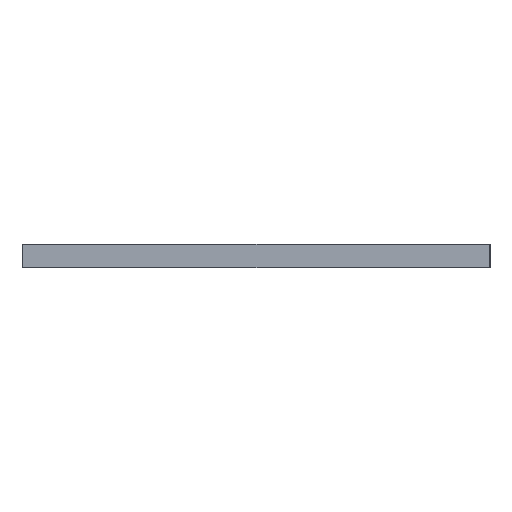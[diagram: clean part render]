
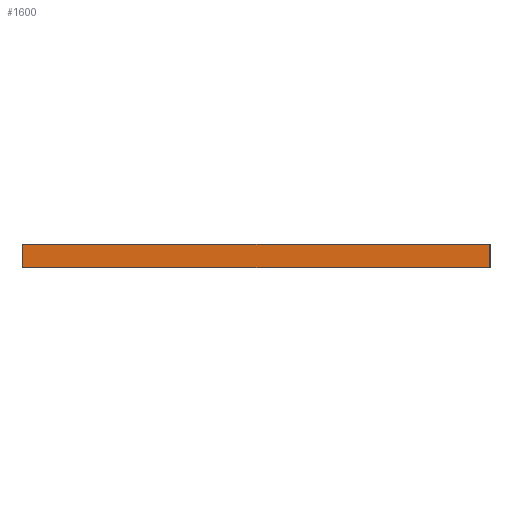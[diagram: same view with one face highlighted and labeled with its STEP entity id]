
A CAD part, left-side view. The second image highlights one B-rep face of the part: STEP entity #1600.
In plain terms, the highlighted planar face has unit normal (-1, 0, 0).
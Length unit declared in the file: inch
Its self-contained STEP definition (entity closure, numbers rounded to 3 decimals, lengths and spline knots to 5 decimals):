
#73 = FACE_OUTER_BOUND ( 'NONE', #1660, .T. ) ;
#269 = VECTOR ( 'NONE', #947, 39.37008 ) ;
#274 = VECTOR ( 'NONE', #969, 39.37008 ) ;
#280 = LINE ( 'NONE', #968, #274 ) ;
#288 = LINE ( 'NONE', #957, #290 ) ;
#290 = VECTOR ( 'NONE', #971, 39.37008 ) ;
#292 = LINE ( 'NONE', #972, #293 ) ;
#293 = VECTOR ( 'NONE', #973, 39.37008 ) ;
#472 = ORIENTED_EDGE ( 'NONE', *, *, #686, .T. ) ;
#473 = ORIENTED_EDGE ( 'NONE', *, *, #674, .F. ) ;
#474 = ORIENTED_EDGE ( 'NONE', *, *, #684, .T. ) ;
#475 = ORIENTED_EDGE ( 'NONE', *, *, #685, .T. ) ;
#504 = LINE ( 'NONE', #944, #269 ) ;
#523 = AXIS2_PLACEMENT_3D ( 'NONE', #1447, #1450, #1451 ) ;
#674 = EDGE_CURVE ( 'NONE', #859, #858, #504, .T. ) ;
#684 = EDGE_CURVE ( 'NONE', #857, #858, #280, .T. ) ;
#685 = EDGE_CURVE ( 'NONE', #856, #857, #288, .T. ) ;
#686 = EDGE_CURVE ( 'NONE', #859, #856, #292, .T. ) ;
#856 = VERTEX_POINT ( 'NONE', #1233 ) ;
#857 = VERTEX_POINT ( 'NONE', #1234 ) ;
#858 = VERTEX_POINT ( 'NONE', #1235 ) ;
#859 = VERTEX_POINT ( 'NONE', #1236 ) ;
#944 = CARTESIAN_POINT ( 'NONE',  ( -2.5, -2.5, 0.25 ) ) ;
#947 = DIRECTION ( 'NONE',  ( 0., -1., 0. ) ) ;
#957 = CARTESIAN_POINT ( 'NONE',  ( -2.5, -2.5, 0. ) ) ;
#968 = CARTESIAN_POINT ( 'NONE',  ( -2.5, -2.49, 0.25 ) ) ;
#969 = DIRECTION ( 'NONE',  ( 0., 0., 1. ) ) ;
#971 = DIRECTION ( 'NONE',  ( 0., -1., 0. ) ) ;
#972 = CARTESIAN_POINT ( 'NONE',  ( -2.5, 2.49, 0.25 ) ) ;
#973 = DIRECTION ( 'NONE',  ( 0., 0., -1. ) ) ;
#1233 = CARTESIAN_POINT ( 'NONE',  ( -2.5, 2.49, 0. ) ) ;
#1234 = CARTESIAN_POINT ( 'NONE',  ( -2.5, -2.49, 0. ) ) ;
#1235 = CARTESIAN_POINT ( 'NONE',  ( -2.5, -2.49, 0.25 ) ) ;
#1236 = CARTESIAN_POINT ( 'NONE',  ( -2.5, 2.49, 0.25 ) ) ;
#1447 = CARTESIAN_POINT ( 'NONE',  ( -2.5, -2.5, 0.25 ) ) ;
#1448 = PLANE ( 'NONE',  #523 ) ;
#1450 = DIRECTION ( 'NONE',  ( 1., 0., 0. ) ) ;
#1451 = DIRECTION ( 'NONE',  ( 0., 0., -1. ) ) ;
#1600 = ADVANCED_FACE ( 'NONE', ( #73 ), #1448, .F. ) ;
#1660 = EDGE_LOOP ( 'NONE', ( #475, #474, #473, #472 ) ) ;
